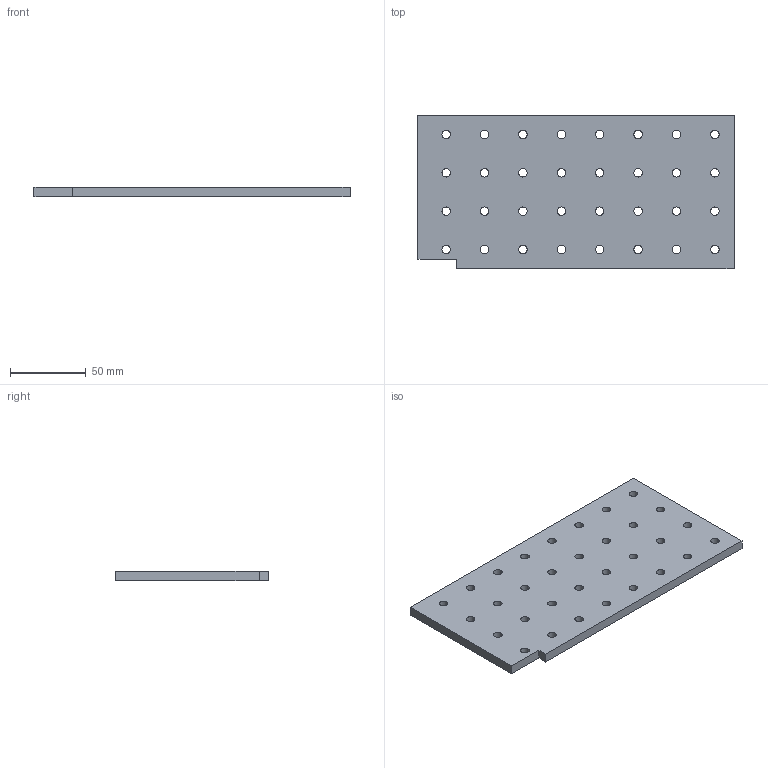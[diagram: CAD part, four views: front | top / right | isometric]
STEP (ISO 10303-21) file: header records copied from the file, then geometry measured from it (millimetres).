
FILE_DESCRIPTION(/* description */ (''),/* implementation_level */ '2;1');
FILE_NAME(/* name */ 'Chain Mount Plate.step',/* time_stamp */ '2023-09-20T18:55:05-04:00',/* author */ (''),/* organization */ (''),/* preprocessor_version */ 'ST-DEVELOPER v20',/* originating_system */ 'Autodesk Translation Framework v12.9.0.99',/* authorisation */ '');
FILE_SCHEMA (('AUTOMOTIVE_DESIGN { 1 0 10303 214 3 1 1 }'));
Length unit declared in the file: inch
Products named in the file (1): Chain Mount Plate
Bounding box: 209.2 x 101.6 x 6.35 mm (x, y, z)
Volume: 128914.5 mm3; surface area: 48133.6 mm2
Topology: 1 solids, 1 shells, 40 faces, 114 edges, 76 vertices
Faces by surface type: cylinder 32, plane 8
Full cylindrical faces by diameter (mm): 5.613 x32
Entity records: 1505 total; most frequent: DIRECTION 260, CARTESIAN_POINT 231, ORIENTED_EDGE 228, EDGE_CURVE 114, AXIS2_PLACEMENT_3D 105, EDGE_LOOP 104, VERTEX_POINT 76, FACE_BOUND 64
